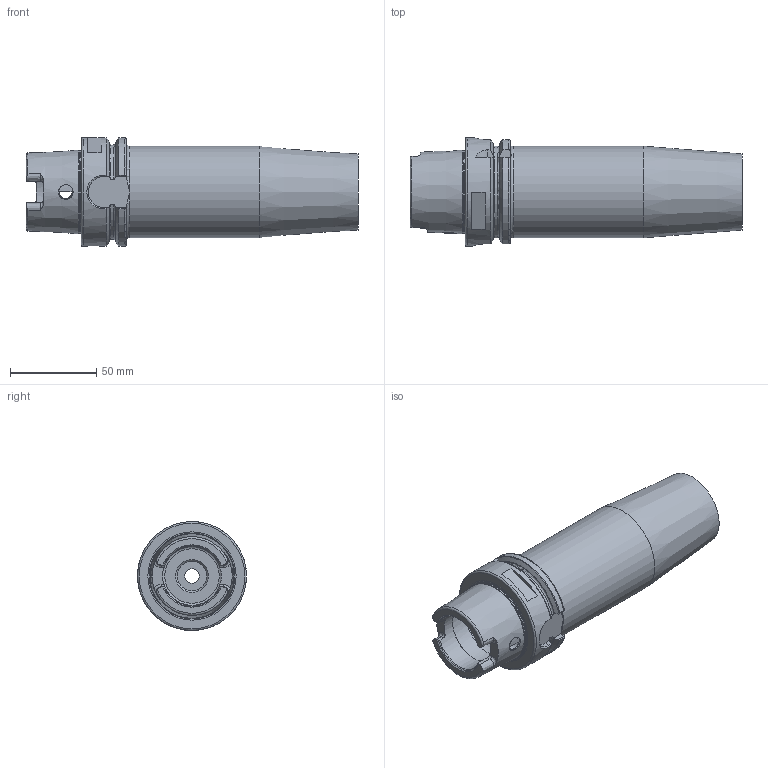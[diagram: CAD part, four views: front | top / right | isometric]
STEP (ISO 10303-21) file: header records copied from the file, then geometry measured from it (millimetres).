
FILE_DESCRIPTION(/* description */ (''),/* implementation_level */ '2;1');
FILE_NAME(/* name */ 'HSK 63A-SD125-160.stp',/* time_stamp */ '2018-12-17T16:31:45-06:00',/* author */ ('Lee'),/* organization */ (''),/* preprocessor_version */ 'ST-DEVELOPER v17',/* originating_system */ 'Autodesk Inventor LT',/* authorisation */ '');
FILE_SCHEMA (('AUTOMOTIVE_DESIGN { 1 0 10303 214 3 1 1 }'));
Length unit declared in the file: millimetre
Products named in the file (1): HSK 63A-SD125-160
Bounding box: 192 x 63 x 63 mm (x, y, z)
Volume: 298825.5 mm3; surface area: 51782.7 mm2
Topology: 1 solids, 1 shells, 136 faces, 399 edges, 271 vertices
Faces by surface type: plane 49, cylinder 28, torus 25, cone 21, bspline 13
Full cylindrical faces by diameter (mm): 7.5 x2, 8.4 x1, 10 x1, 14 x1, 14.918 x1, 17 x1, 19 x1, 31.75 x1, 33 x1, 34 x2, 40 x1, 48.241 x1, 53 x1, 63 x1
Entity records: 6074 total; most frequent: CARTESIAN_POINT 2565, ORIENTED_EDGE 800, DIRECTION 666, EDGE_CURVE 400, AXIS2_PLACEMENT_3D 281, VERTEX_POINT 272, CIRCLE 157, EDGE_LOOP 148
